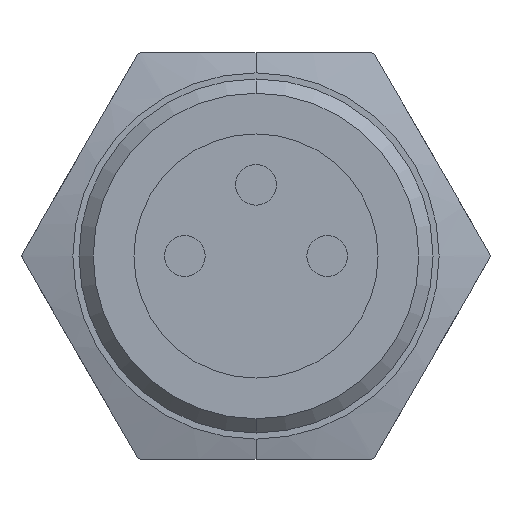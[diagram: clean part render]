
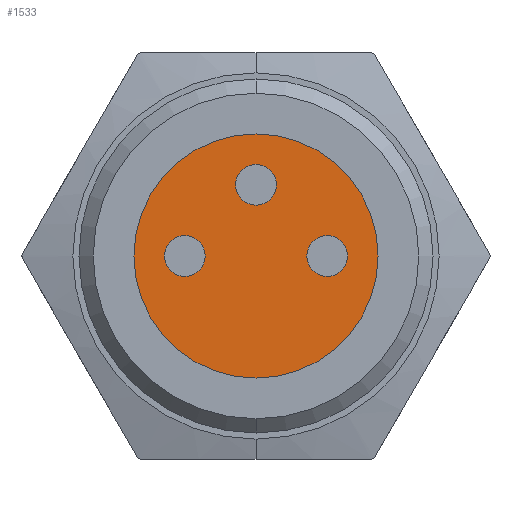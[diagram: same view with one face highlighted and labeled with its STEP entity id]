
A CAD part, front view. The second image highlights one B-rep face of the part: STEP entity #1533.
In plain terms, the highlighted planar face has unit normal (0, -1, 0).
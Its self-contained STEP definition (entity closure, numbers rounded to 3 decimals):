
#467=CARTESIAN_POINT('',(0.,-15.2,0.));
#468=DIRECTION('',(0.,-1.,0.));
#469=DIRECTION('',(0.,0.,1.));
#470=AXIS2_PLACEMENT_3D('',#467,#468,#469);
#472=CARTESIAN_POINT('',(0.,-15.2,0.));
#473=DIRECTION('',(0.,-1.,0.));
#474=DIRECTION('',(0.,0.,-1.));
#475=AXIS2_PLACEMENT_3D('',#472,#473,#474);
#477=CARTESIAN_POINT('',(1.75,-15.2,0.));
#478=DIRECTION('',(0.,1.,0.));
#479=DIRECTION('',(-1.,0.,0.));
#480=AXIS2_PLACEMENT_3D('',#477,#478,#479);
#482=CARTESIAN_POINT('',(1.75,-15.2,0.));
#483=DIRECTION('',(0.,1.,0.));
#484=DIRECTION('',(1.,0.,0.));
#485=AXIS2_PLACEMENT_3D('',#482,#483,#484);
#487=CARTESIAN_POINT('',(-1.75,-15.2,0.));
#488=DIRECTION('',(0.,1.,0.));
#489=DIRECTION('',(1.,0.,0.));
#490=AXIS2_PLACEMENT_3D('',#487,#488,#489);
#492=CARTESIAN_POINT('',(-1.75,-15.2,0.));
#493=DIRECTION('',(0.,1.,0.));
#494=DIRECTION('',(-1.,0.,0.));
#495=AXIS2_PLACEMENT_3D('',#492,#493,#494);
#497=CARTESIAN_POINT('',(0.,-15.2,1.75));
#498=DIRECTION('',(0.,1.,0.));
#499=DIRECTION('',(1.,0.,0.));
#500=AXIS2_PLACEMENT_3D('',#497,#498,#499);
#502=CARTESIAN_POINT('',(0.,-15.2,1.75));
#503=DIRECTION('',(0.,1.,0.));
#504=DIRECTION('',(-1.,0.,0.));
#505=AXIS2_PLACEMENT_3D('',#502,#503,#504);
#781=CARTESIAN_POINT('',(0.,-15.2,3.));
#782=VERTEX_POINT('',#781);
#783=CARTESIAN_POINT('',(0.,-15.2,-3.));
#784=VERTEX_POINT('',#783);
#802=CARTESIAN_POINT('',(-0.5,-15.2,1.75));
#804=VERTEX_POINT('',#802);
#807=CARTESIAN_POINT('',(0.5,-15.2,1.75));
#808=VERTEX_POINT('',#807);
#810=CARTESIAN_POINT('',(-2.25,-15.2,0.));
#812=VERTEX_POINT('',#810);
#815=CARTESIAN_POINT('',(-1.25,-15.2,0.));
#816=VERTEX_POINT('',#815);
#818=CARTESIAN_POINT('',(2.25,-15.2,0.));
#820=VERTEX_POINT('',#818);
#823=CARTESIAN_POINT('',(1.25,-15.2,0.));
#824=VERTEX_POINT('',#823);
#1506=CARTESIAN_POINT('',(0.,-15.2,1.5));
#1507=DIRECTION('',(0.,-1.,0.));
#1508=DIRECTION('',(0.,0.,-1.));
#1509=AXIS2_PLACEMENT_3D('',#1506,#1507,#1508);
#1510=PLANE('',#1509);
#1511=ORIENTED_EDGE('',*,*,#1472,.F.);
#1512=ORIENTED_EDGE('',*,*,#1494,.F.);
#1513=EDGE_LOOP('',(#1511,#1512));
#1514=FACE_OUTER_BOUND('',#1513,.F.);
#1516=ORIENTED_EDGE('',*,*,#1515,.F.);
#1518=ORIENTED_EDGE('',*,*,#1517,.F.);
#1519=EDGE_LOOP('',(#1516,#1518));
#1520=FACE_BOUND('',#1519,.F.);
#1522=ORIENTED_EDGE('',*,*,#1521,.F.);
#1524=ORIENTED_EDGE('',*,*,#1523,.F.);
#1525=EDGE_LOOP('',(#1522,#1524));
#1526=FACE_BOUND('',#1525,.F.);
#1528=ORIENTED_EDGE('',*,*,#1527,.F.);
#1530=ORIENTED_EDGE('',*,*,#1529,.F.);
#1531=EDGE_LOOP('',(#1528,#1530));
#1532=FACE_BOUND('',#1531,.F.);
#1533=ADVANCED_FACE('',(#1514,#1520,#1526,#1532),#1510,.T.);
#471=CIRCLE('',#470,3.);
#476=CIRCLE('',#475,3.);
#481=CIRCLE('',#480,0.5);
#486=CIRCLE('',#485,0.5);
#491=CIRCLE('',#490,0.5);
#496=CIRCLE('',#495,0.5);
#501=CIRCLE('',#500,0.5);
#506=CIRCLE('',#505,0.5);
#1472=EDGE_CURVE('',#782,#784,#471,.T.);
#1494=EDGE_CURVE('',#784,#782,#476,.T.);
#1515=EDGE_CURVE('',#824,#820,#481,.T.);
#1517=EDGE_CURVE('',#820,#824,#486,.T.);
#1521=EDGE_CURVE('',#816,#812,#491,.T.);
#1523=EDGE_CURVE('',#812,#816,#496,.T.);
#1527=EDGE_CURVE('',#808,#804,#501,.T.);
#1529=EDGE_CURVE('',#804,#808,#506,.T.);
